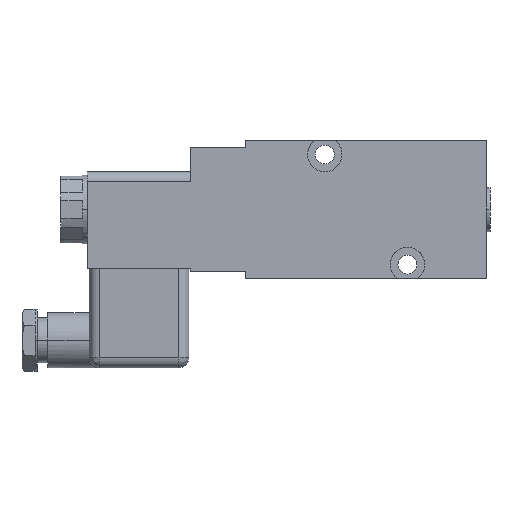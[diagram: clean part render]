
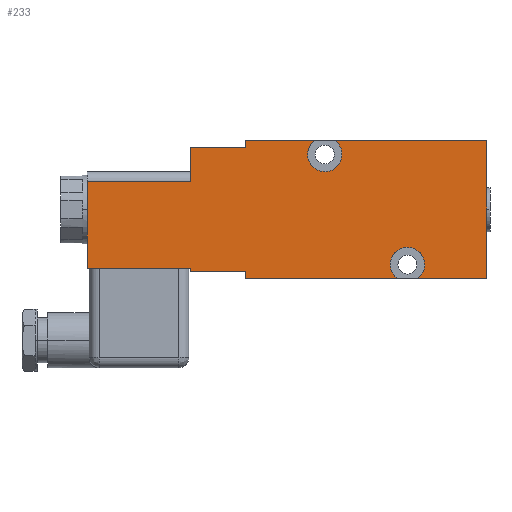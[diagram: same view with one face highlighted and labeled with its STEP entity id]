
A CAD part, top view. The second image highlights one B-rep face of the part: STEP entity #233.
In plain terms, the highlighted planar face has unit normal (0, 0, 1).
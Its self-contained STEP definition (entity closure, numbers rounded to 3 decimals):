
#2 = VECTOR ( 'NONE', #3737, 1000. ) ;
#59 = EDGE_CURVE ( 'NONE', #2271, #3670, #700, .T. ) ;
#83 = EDGE_CURVE ( 'NONE', #2714, #206, #450, .T. ) ;
#90 = CARTESIAN_POINT ( 'NONE',  ( -74., -4.636, 52.311 ) ) ;
#206 = VERTEX_POINT ( 'NONE', #1071 ) ;
#233 = ADVANCED_FACE ( 'NONE', ( #3177 ), #2647, .T. ) ;
#246 = EDGE_CURVE ( 'NONE', #3231, #2867, #1085, .T. ) ;
#284 = VECTOR ( 'NONE', #3858, 1000. ) ;
#295 = VERTEX_POINT ( 'NONE', #1104 ) ;
#332 = ORIENTED_EDGE ( 'NONE', *, *, #3031, .F. ) ;
#385 = DIRECTION ( 'NONE',  ( 0., 1., 0. ) ) ;
#392 = DIRECTION ( 'NONE',  ( 0., 1., 0. ) ) ;
#450 = LINE ( 'NONE', #3119, #1717 ) ;
#451 = CARTESIAN_POINT ( 'NONE',  ( -27., -39.636, 52.311 ) ) ;
#465 = LINE ( 'NONE', #3163, #1985 ) ;
#507 = CARTESIAN_POINT ( 'NONE',  ( -39., -3.636, 52.311 ) ) ;
#545 = EDGE_LOOP ( 'NONE', ( #3015, #893, #1096, #3335, #2482, #895, #3915, #332, #632, #1779, #4032, #2156, #827, #2657, #2539, #1132, #3885 ) ) ;
#562 = CARTESIAN_POINT ( 'NONE',  ( -90., -15.636, 52.311 ) ) ;
#566 = CARTESIAN_POINT ( 'NONE',  ( -62., -15.636, 52.311 ) ) ;
#611 = DIRECTION ( 'NONE',  ( 1., 0., 0. ) ) ;
#628 = DIRECTION ( 'NONE',  ( -1., 0., 0. ) ) ;
#632 = ORIENTED_EDGE ( 'NONE', *, *, #59, .F. ) ;
#640 = VERTEX_POINT ( 'NONE', #1272 ) ;
#700 = LINE ( 'NONE', #2812, #2913 ) ;
#716 = CARTESIAN_POINT ( 'NONE',  ( -74., -42.636, 52.311 ) ) ;
#780 = EDGE_CURVE ( 'NONE', #2665, #1972, #2314, .T. ) ;
#827 = ORIENTED_EDGE ( 'NONE', *, *, #780, .T. ) ;
#869 = CARTESIAN_POINT ( 'NONE',  ( -27., -34.636, 52.311 ) ) ;
#893 = ORIENTED_EDGE ( 'NONE', *, *, #3144, .F. ) ;
#895 = ORIENTED_EDGE ( 'NONE', *, *, #2876, .F. ) ;
#910 = CARTESIAN_POINT ( 'NONE',  ( -39., -43.636, 52.311 ) ) ;
#951 = DIRECTION ( 'NONE',  ( -1., 0., 0. ) ) ;
#1006 = CARTESIAN_POINT ( 'NONE',  ( -51., -7.636, 52.311 ) ) ;
#1049 = CARTESIAN_POINT ( 'NONE',  ( -4., -3.636, 52.311 ) ) ;
#1071 = CARTESIAN_POINT ( 'NONE',  ( -90., -5.636, 52.311 ) ) ;
#1085 = LINE ( 'NONE', #2966, #2212 ) ;
#1096 = ORIENTED_EDGE ( 'NONE', *, *, #3924, .F. ) ;
#1104 = CARTESIAN_POINT ( 'NONE',  ( -54., -3.636, 52.311 ) ) ;
#1132 = ORIENTED_EDGE ( 'NONE', *, *, #2773, .F. ) ;
#1272 = CARTESIAN_POINT ( 'NONE',  ( -120., -15.636, 52.311 ) ) ;
#1297 = CARTESIAN_POINT ( 'NONE',  ( -74., -41.636, 52.311 ) ) ;
#1368 = LINE ( 'NONE', #566, #3814 ) ;
#1567 = CARTESIAN_POINT ( 'NONE',  ( -90., -41.136, 52.311 ) ) ;
#1663 = CIRCLE ( 'NONE', #3256, 5. ) ;
#1717 = VECTOR ( 'NONE', #385, 1000. ) ;
#1779 = ORIENTED_EDGE ( 'NONE', *, *, #4044, .F. ) ;
#1800 = LINE ( 'NONE', #3791, #3613 ) ;
#1837 = CIRCLE ( 'NONE', #2304, 5. ) ;
#1862 = DIRECTION ( 'NONE',  ( 0., 1., 0. ) ) ;
#1865 = VERTEX_POINT ( 'NONE', #3332 ) ;
#1878 = VECTOR ( 'NONE', #2637, 1000. ) ;
#1892 = AXIS2_PLACEMENT_3D ( 'NONE', #3602, #3244, #2947 ) ;
#1972 = VERTEX_POINT ( 'NONE', #3672 ) ;
#1985 = VECTOR ( 'NONE', #4088, 1000. ) ;
#1991 = VERTEX_POINT ( 'NONE', #3026 ) ;
#2060 = VECTOR ( 'NONE', #951, 1000. ) ;
#2069 = CARTESIAN_POINT ( 'NONE',  ( -90., -41.636, 52.311 ) ) ;
#2105 = LINE ( 'NONE', #910, #2060 ) ;
#2139 = LINE ( 'NONE', #507, #4089 ) ;
#2156 = ORIENTED_EDGE ( 'NONE', *, *, #3790, .T. ) ;
#2160 = DIRECTION ( 'NONE',  ( 0., 0., -1. ) ) ;
#2199 = LINE ( 'NONE', #716, #284 ) ;
#2212 = VECTOR ( 'NONE', #3297, 1000. ) ;
#2217 = DIRECTION ( 'NONE',  ( 1., 0., 0. ) ) ;
#2269 = EDGE_CURVE ( 'NONE', #1865, #295, #1837, .T. ) ;
#2271 = VERTEX_POINT ( 'NONE', #1297 ) ;
#2304 = AXIS2_PLACEMENT_3D ( 'NONE', #1006, #3879, #392 ) ;
#2314 = CIRCLE ( 'NONE', #3869, 5. ) ;
#2318 = VECTOR ( 'NONE', #628, 1000. ) ;
#2436 = DIRECTION ( 'NONE',  ( 0., 1., 0. ) ) ;
#2444 = CARTESIAN_POINT ( 'NONE',  ( -120., -26.636, 52.311 ) ) ;
#2482 = ORIENTED_EDGE ( 'NONE', *, *, #3843, .T. ) ;
#2517 = CARTESIAN_POINT ( 'NONE',  ( -39., -43.636, 52.311 ) ) ;
#2539 = ORIENTED_EDGE ( 'NONE', *, *, #246, .F. ) ;
#2587 = VERTEX_POINT ( 'NONE', #3389 ) ;
#2637 = DIRECTION ( 'NONE',  ( 0., 1., 0. ) ) ;
#2647 = PLANE ( 'NONE',  #1892 ) ;
#2657 = ORIENTED_EDGE ( 'NONE', *, *, #3942, .F. ) ;
#2665 = VERTEX_POINT ( 'NONE', #869 ) ;
#2694 = VERTEX_POINT ( 'NONE', #2798 ) ;
#2714 = VERTEX_POINT ( 'NONE', #562 ) ;
#2731 = VECTOR ( 'NONE', #2436, 1000. ) ;
#2742 = DIRECTION ( 'NONE',  ( 0., 1., 0. ) ) ;
#2773 = EDGE_CURVE ( 'NONE', #1865, #3231, #2139, .T. ) ;
#2798 = CARTESIAN_POINT ( 'NONE',  ( -74., -5.636, 52.311 ) ) ;
#2812 = CARTESIAN_POINT ( 'NONE',  ( -82., -41.636, 52.311 ) ) ;
#2834 = DIRECTION ( 'NONE',  ( -1., 0., 0. ) ) ;
#2867 = VERTEX_POINT ( 'NONE', #3090 ) ;
#2876 = EDGE_CURVE ( 'NONE', #3208, #640, #2883, .T. ) ;
#2883 = LINE ( 'NONE', #2444, #2731 ) ;
#2913 = VECTOR ( 'NONE', #2834, 1000. ) ;
#2947 = DIRECTION ( 'NONE',  ( 1., 0., 0. ) ) ;
#2966 = CARTESIAN_POINT ( 'NONE',  ( -4., -23.636, 52.311 ) ) ;
#2971 = CARTESIAN_POINT ( 'NONE',  ( -120., -40.636, 52.311 ) ) ;
#2995 = CARTESIAN_POINT ( 'NONE',  ( -74., -3.636, 52.311 ) ) ;
#2997 = EDGE_CURVE ( 'NONE', #3208, #3067, #465, .T. ) ;
#3015 = ORIENTED_EDGE ( 'NONE', *, *, #3831, .F. ) ;
#3026 = CARTESIAN_POINT ( 'NONE',  ( -74., -43.636, 52.311 ) ) ;
#3031 = EDGE_CURVE ( 'NONE', #3670, #3067, #3092, .T. ) ;
#3067 = VERTEX_POINT ( 'NONE', #3845 ) ;
#3090 = CARTESIAN_POINT ( 'NONE',  ( -4., -43.636, 52.311 ) ) ;
#3092 = LINE ( 'NONE', #1567, #3298 ) ;
#3119 = CARTESIAN_POINT ( 'NONE',  ( -90., -10.636, 52.311 ) ) ;
#3144 = EDGE_CURVE ( 'NONE', #2694, #3330, #3643, .T. ) ;
#3163 = CARTESIAN_POINT ( 'NONE',  ( -105., -40.636, 52.311 ) ) ;
#3177 = FACE_OUTER_BOUND ( 'NONE', #545, .T. ) ;
#3208 = VERTEX_POINT ( 'NONE', #2971 ) ;
#3231 = VERTEX_POINT ( 'NONE', #1049 ) ;
#3244 = DIRECTION ( 'NONE',  ( 0., 0., 1. ) ) ;
#3256 = AXIS2_PLACEMENT_3D ( 'NONE', #3392, #2160, #2742 ) ;
#3297 = DIRECTION ( 'NONE',  ( 0., -1., 0. ) ) ;
#3298 = VECTOR ( 'NONE', #1862, 1000. ) ;
#3330 = VERTEX_POINT ( 'NONE', #2995 ) ;
#3332 = CARTESIAN_POINT ( 'NONE',  ( -48., -3.636, 52.311 ) ) ;
#3335 = ORIENTED_EDGE ( 'NONE', *, *, #83, .F. ) ;
#3389 = CARTESIAN_POINT ( 'NONE',  ( -30., -43.636, 52.311 ) ) ;
#3392 = CARTESIAN_POINT ( 'NONE',  ( -27., -39.636, 52.311 ) ) ;
#3542 = EDGE_CURVE ( 'NONE', #2587, #1991, #3967, .T. ) ;
#3602 = CARTESIAN_POINT ( 'NONE',  ( -120., -43.636, 52.311 ) ) ;
#3611 = DIRECTION ( 'NONE',  ( 0., 0., -1. ) ) ;
#3613 = VECTOR ( 'NONE', #611, 1000. ) ;
#3643 = LINE ( 'NONE', #90, #1878 ) ;
#3670 = VERTEX_POINT ( 'NONE', #2069 ) ;
#3672 = CARTESIAN_POINT ( 'NONE',  ( -24., -43.636, 52.311 ) ) ;
#3722 = CARTESIAN_POINT ( 'NONE',  ( -39., -3.636, 52.311 ) ) ;
#3737 = DIRECTION ( 'NONE',  ( 1., 0., 0. ) ) ;
#3790 = EDGE_CURVE ( 'NONE', #2587, #2665, #1663, .T. ) ;
#3791 = CARTESIAN_POINT ( 'NONE',  ( -82., -5.636, 52.311 ) ) ;
#3814 = VECTOR ( 'NONE', #4082, 1000. ) ;
#3831 = EDGE_CURVE ( 'NONE', #3330, #295, #3870, .T. ) ;
#3843 = EDGE_CURVE ( 'NONE', #2714, #640, #1368, .T. ) ;
#3845 = CARTESIAN_POINT ( 'NONE',  ( -90., -40.636, 52.311 ) ) ;
#3858 = DIRECTION ( 'NONE',  ( 0., 1., 0. ) ) ;
#3869 = AXIS2_PLACEMENT_3D ( 'NONE', #451, #3611, #3937 ) ;
#3870 = LINE ( 'NONE', #3722, #2 ) ;
#3879 = DIRECTION ( 'NONE',  ( 0., 0., -1. ) ) ;
#3885 = ORIENTED_EDGE ( 'NONE', *, *, #2269, .T. ) ;
#3915 = ORIENTED_EDGE ( 'NONE', *, *, #2997, .T. ) ;
#3924 = EDGE_CURVE ( 'NONE', #206, #2694, #1800, .T. ) ;
#3937 = DIRECTION ( 'NONE',  ( 0., 1., 0. ) ) ;
#3942 = EDGE_CURVE ( 'NONE', #2867, #1972, #2105, .T. ) ;
#3967 = LINE ( 'NONE', #2517, #2318 ) ;
#4032 = ORIENTED_EDGE ( 'NONE', *, *, #3542, .F. ) ;
#4044 = EDGE_CURVE ( 'NONE', #1991, #2271, #2199, .T. ) ;
#4082 = DIRECTION ( 'NONE',  ( -1., 0., 0. ) ) ;
#4089 = VECTOR ( 'NONE', #2217, 1000. ) ;
#4088 = DIRECTION ( 'NONE',  ( 1., 0., 0. ) ) ;
